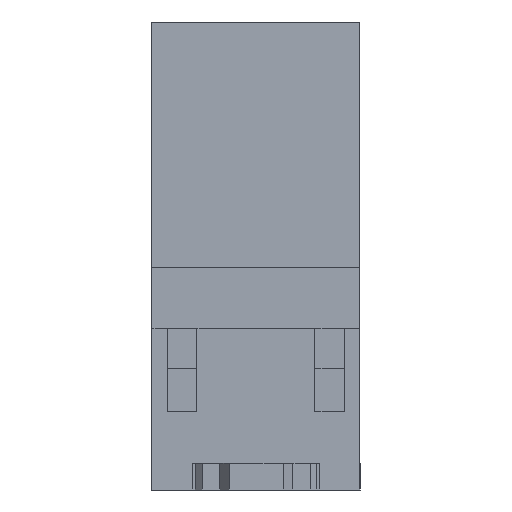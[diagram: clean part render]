
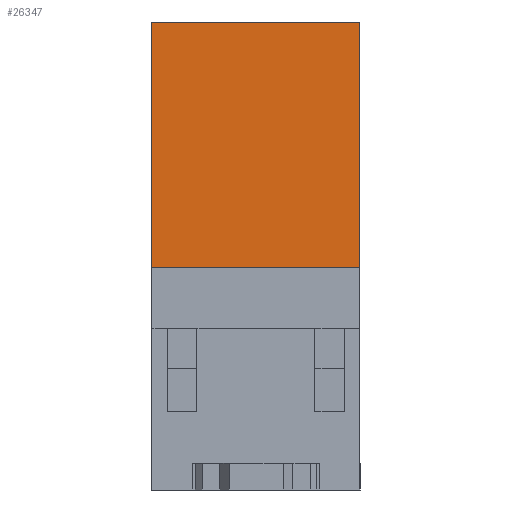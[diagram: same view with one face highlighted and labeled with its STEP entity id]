
A CAD part, front view. The second image highlights one B-rep face of the part: STEP entity #26347.
In plain terms, the highlighted planar face has unit normal (0, -1, 0).
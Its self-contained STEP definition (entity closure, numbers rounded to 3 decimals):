
#119 = DIRECTION ( 'NONE',  ( -1., 0., 0. ) ) ;
#414 = DIRECTION ( 'NONE',  ( 0., 0., 1. ) ) ;
#1500 = EDGE_LOOP ( 'NONE', ( #18528, #36144, #14781, #14670, #21803, #14727, #4476, #15843 ) ) ;
#1550 = LINE ( 'NONE', #32419, #17827 ) ;
#1737 = CARTESIAN_POINT ( 'NONE',  ( 27., 49.555, 0. ) ) ;
#1847 = DIRECTION ( 'NONE',  ( -1., 0., 0. ) ) ;
#3465 = VERTEX_POINT ( 'NONE', #10020 ) ;
#4476 = ORIENTED_EDGE ( 'NONE', *, *, #32338, .F. ) ;
#4847 = DIRECTION ( 'NONE',  ( -1., 0., 0. ) ) ;
#6616 = CARTESIAN_POINT ( 'NONE',  ( 3.046, 49.555, -6.75 ) ) ;
#7600 = VERTEX_POINT ( 'NONE', #36720 ) ;
#9281 = VECTOR ( 'NONE', #9926, 1000. ) ;
#9334 = CARTESIAN_POINT ( 'NONE',  ( 23.954, 49.555, -6.75 ) ) ;
#9881 = LINE ( 'NONE', #11979, #26021 ) ;
#9926 = DIRECTION ( 'NONE',  ( 0., 0., 1. ) ) ;
#10020 = CARTESIAN_POINT ( 'NONE',  ( 23.954, 49.555, 0. ) ) ;
#10811 = CARTESIAN_POINT ( 'NONE',  ( 27., 49.555, -6.75 ) ) ;
#11603 = EDGE_CURVE ( 'NONE', #24157, #22495, #1550, .T. ) ;
#11961 = CARTESIAN_POINT ( 'NONE',  ( 3.046, 49.555, -6.75 ) ) ;
#11979 = CARTESIAN_POINT ( 'NONE',  ( 27., 49.555, -6.75 ) ) ;
#12354 = CARTESIAN_POINT ( 'NONE',  ( 0., 49.555, 31.806 ) ) ;
#12950 = DIRECTION ( 'NONE',  ( 0., 0., -1. ) ) ;
#13348 = CARTESIAN_POINT ( 'NONE',  ( 0., 49.555, -6.75 ) ) ;
#14670 = ORIENTED_EDGE ( 'NONE', *, *, #38956, .F. ) ;
#14727 = ORIENTED_EDGE ( 'NONE', *, *, #30709, .F. ) ;
#14781 = ORIENTED_EDGE ( 'NONE', *, *, #36327, .T. ) ;
#15541 = FACE_OUTER_BOUND ( 'NONE', #1500, .T. ) ;
#15843 = ORIENTED_EDGE ( 'NONE', *, *, #11603, .T. ) ;
#16475 = PLANE ( 'NONE',  #37324 ) ;
#17827 = VECTOR ( 'NONE', #119, 1000. ) ;
#17903 = LINE ( 'NONE', #6616, #9281 ) ;
#18528 = ORIENTED_EDGE ( 'NONE', *, *, #40582, .T. ) ;
#18887 = CARTESIAN_POINT ( 'NONE',  ( 23.954, 49.555, -6.75 ) ) ;
#19031 = CARTESIAN_POINT ( 'NONE',  ( 0., 49.555, 31.806 ) ) ;
#19595 = VERTEX_POINT ( 'NONE', #18887 ) ;
#19864 = DIRECTION ( 'NONE',  ( 0., 1., 0. ) ) ;
#20226 = VERTEX_POINT ( 'NONE', #13348 ) ;
#20440 = LINE ( 'NONE', #1737, #37513 ) ;
#21720 = LINE ( 'NONE', #11961, #30344 ) ;
#21803 = ORIENTED_EDGE ( 'NONE', *, *, #22520, .F. ) ;
#22299 = VERTEX_POINT ( 'NONE', #10811 ) ;
#22495 = VERTEX_POINT ( 'NONE', #12354 ) ;
#22520 = EDGE_CURVE ( 'NONE', #19595, #3465, #36952, .T. ) ;
#24157 = VERTEX_POINT ( 'NONE', #26604 ) ;
#26021 = VECTOR ( 'NONE', #1847, 1000. ) ;
#26229 = LINE ( 'NONE', #19031, #35794 ) ;
#26347 = ADVANCED_FACE ( 'NONE', ( #15541 ), #16475, .F. ) ;
#26604 = CARTESIAN_POINT ( 'NONE',  ( 27., 49.555, 31.806 ) ) ;
#30344 = VECTOR ( 'NONE', #31282, 1000. ) ;
#30709 = EDGE_CURVE ( 'NONE', #22299, #19595, #9881, .T. ) ;
#31282 = DIRECTION ( 'NONE',  ( -1., 0., 0. ) ) ;
#31793 = VECTOR ( 'NONE', #12950, 1000. ) ;
#32252 = CARTESIAN_POINT ( 'NONE',  ( 27., 49.555, 31.806 ) ) ;
#32338 = EDGE_CURVE ( 'NONE', #24157, #22299, #40234, .T. ) ;
#32419 = CARTESIAN_POINT ( 'NONE',  ( 27., 49.555, 31.806 ) ) ;
#32534 = EDGE_CURVE ( 'NONE', #38113, #20226, #21720, .T. ) ;
#35794 = VECTOR ( 'NONE', #38367, 1000. ) ;
#35943 = VECTOR ( 'NONE', #38284, 1000. ) ;
#36144 = ORIENTED_EDGE ( 'NONE', *, *, #32534, .F. ) ;
#36327 = EDGE_CURVE ( 'NONE', #38113, #7600, #17903, .T. ) ;
#36720 = CARTESIAN_POINT ( 'NONE',  ( 3.046, 49.555, 0. ) ) ;
#36952 = LINE ( 'NONE', #9334, #35943 ) ;
#37324 = AXIS2_PLACEMENT_3D ( 'NONE', #39067, #19864, #414 ) ;
#37513 = VECTOR ( 'NONE', #4847, 1000. ) ;
#38113 = VERTEX_POINT ( 'NONE', #38173 ) ;
#38173 = CARTESIAN_POINT ( 'NONE',  ( 3.046, 49.555, -6.75 ) ) ;
#38284 = DIRECTION ( 'NONE',  ( 0., 0., 1. ) ) ;
#38367 = DIRECTION ( 'NONE',  ( 0., 0., -1. ) ) ;
#38956 = EDGE_CURVE ( 'NONE', #3465, #7600, #20440, .T. ) ;
#39067 = CARTESIAN_POINT ( 'NONE',  ( 27., 49.555, 31.806 ) ) ;
#40234 = LINE ( 'NONE', #32252, #31793 ) ;
#40582 = EDGE_CURVE ( 'NONE', #22495, #20226, #26229, .T. ) ;
